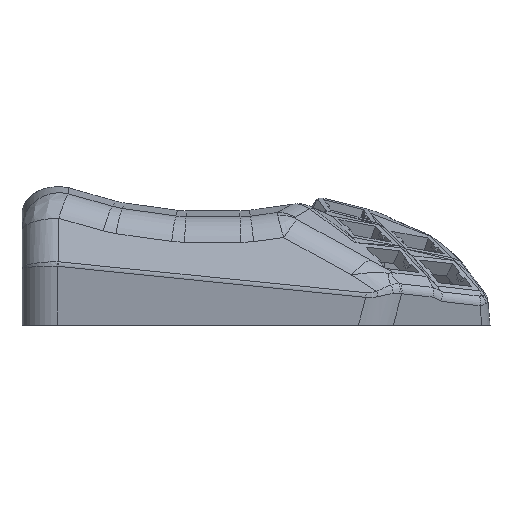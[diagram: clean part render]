
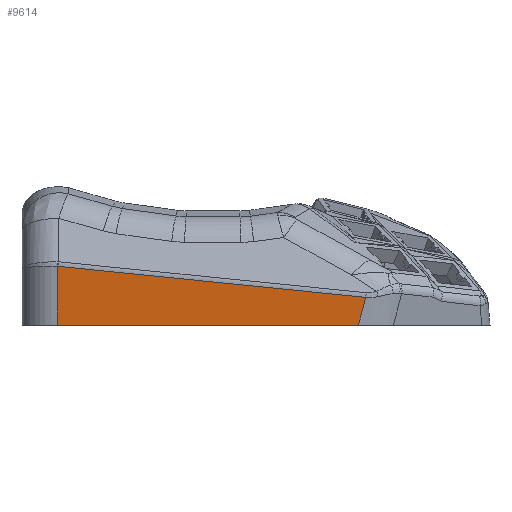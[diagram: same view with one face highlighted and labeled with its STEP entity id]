
A CAD part, left-side view. The second image highlights one B-rep face of the part: STEP entity #9614.
In plain terms, the highlighted planar face has unit normal (-0.993, 0.06, -0.106).
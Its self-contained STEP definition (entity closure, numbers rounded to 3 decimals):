
#5306=CARTESIAN_POINT('',(-93.368,-49.458,0.));
#5307=VERTEX_POINT('',#5306);
#5315=CARTESIAN_POINT('',(-87.192,53.115,0.));
#5316=VERTEX_POINT('',#5315);
#5317=CARTESIAN_POINT('',(-87.192,53.115,0.));
#5318=DIRECTION('',(-0.06,-0.998,0.));
#5319=VECTOR('',#5318,102.759);
#5320=LINE('',#5317,#5319);
#5321=EDGE_CURVE('',#5316,#5307,#5320,.T.);
#9575=CARTESIAN_POINT('',(-94.399,-53.605,7.287));
#9576=DIRECTION('',(0.993,-0.06,0.106));
#9577=DIRECTION('',(-0.107,-0.,0.994));
#9578=AXIS2_PLACEMENT_3D('',#9575,#9576,#9577);
#9579=PLANE('',#9578);
#9580=ORIENTED_EDGE('',*,*,#5321,.T.);
#9581=CARTESIAN_POINT('',(-94.536,-51.961,9.481));
#9582=VERTEX_POINT('',#9581);
#9583=CARTESIAN_POINT('',(-93.368,-49.458,-0.));
#9584=DIRECTION('',(-0.118,-0.253,0.96));
#9585=VECTOR('',#9584,9.875);
#9586=LINE('',#9583,#9585);
#9587=EDGE_CURVE('',#5307,#9582,#9586,.T.);
#9588=ORIENTED_EDGE('',*,*,#9587,.T.);
#9589=CARTESIAN_POINT('',(-89.366,52.683,20.027));
#9590=VERTEX_POINT('',#9589);
#9591=CARTESIAN_POINT('',(-94.536,-51.961,9.481));
#9592=DIRECTION('',(0.049,0.994,0.1));
#9593=VECTOR('',#9592,105.301);
#9594=LINE('',#9591,#9593);
#9595=EDGE_CURVE('',#9582,#9590,#9594,.T.);
#9596=ORIENTED_EDGE('',*,*,#9595,.T.);
#9597=CARTESIAN_POINT('',(-89.342,53.115,20.047));
#9598=VERTEX_POINT('',#9597);
#9599=CARTESIAN_POINT('',(-87.125,52.567,-0.931));
#9600=DIRECTION('',(-0.993,0.06,-0.106));
#9601=DIRECTION('',(-0.105,0.029,0.994));
#9602=AXIS2_PLACEMENT_3D('',#9599,#9600,#9601);
#9603=ELLIPSE('',#9602,21.103,9.16);
#9604=EDGE_CURVE('',#9590,#9598,#9603,.T.);
#9605=ORIENTED_EDGE('',*,*,#9604,.T.);
#9606=CARTESIAN_POINT('',(-89.342,53.115,20.047));
#9607=DIRECTION('',(0.107,0.,-0.994));
#9608=VECTOR('',#9607,20.162);
#9609=LINE('',#9606,#9608);
#9610=EDGE_CURVE('',#9598,#5316,#9609,.T.);
#9611=ORIENTED_EDGE('',*,*,#9610,.T.);
#9612=EDGE_LOOP('',(#9580,#9588,#9596,#9605,#9611));
#9613=FACE_BOUND('',#9612,.T.);
#9614=ADVANCED_FACE('',(#9613),#9579,.F.);
